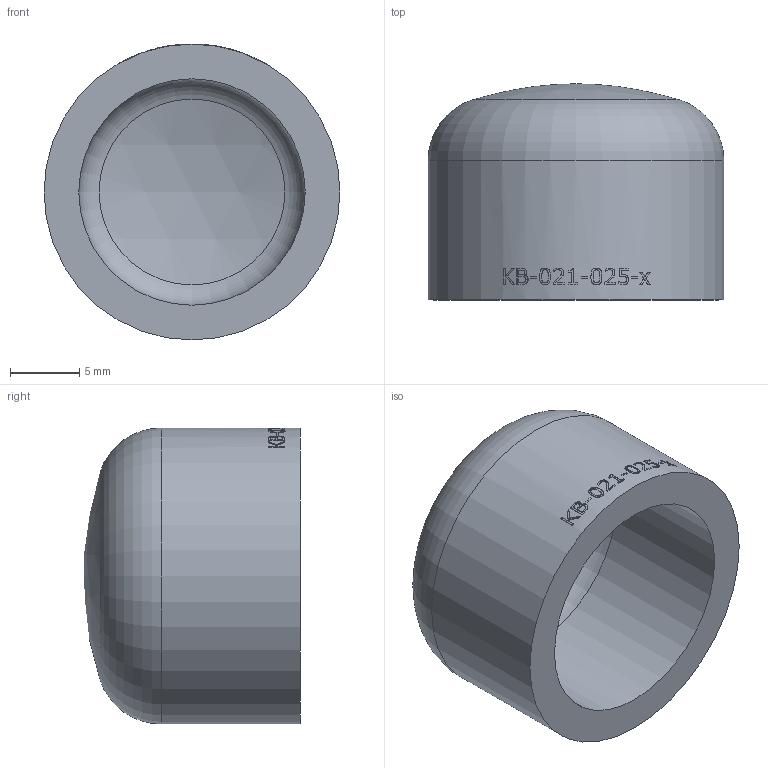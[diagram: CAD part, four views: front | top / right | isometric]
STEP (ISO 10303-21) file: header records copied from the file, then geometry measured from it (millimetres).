
FILE_DESCRIPTION (( 'STEP AP214' ), '1' );
FILE_NAME ('KB-021-025-x Klöpperboden 2001.STEP', '2020-01-20T11:30:19', ( '' ), ( '' ), 'SwSTEP 2.0', 'SolidWorks 2016', '' );
FILE_SCHEMA (( 'AUTOMOTIVE_DESIGN' ));
Length unit declared in the file: millimetre
Products named in the file (1): KB-021-025-x Klöpperboden 2001
Bounding box: 21.3 x 15.55 x 21.3 mm (x, y, z)
Volume: 2459 mm3; surface area: 2129.9 mm2
Topology: 1 solids, 1 shells, 168 faces, 445 edges, 296 vertices
Faces by surface type: bspline 83, plane 63, cylinder 18, torus 2, sphere 2
Full cylindrical faces by diameter (mm): 16.3 x1, 21.3 x1
Entity records: 11983 total; most frequent: CARTESIAN_POINT 6764, ORIENTED_EDGE 882, EDGE_CURVE 441, DIRECTION 420, VERTEX_POINT 296, B_SPLINE_CURVE_WITH_KNOTS 267, EDGE_LOOP 189, FACE_OUTER_BOUND 172
